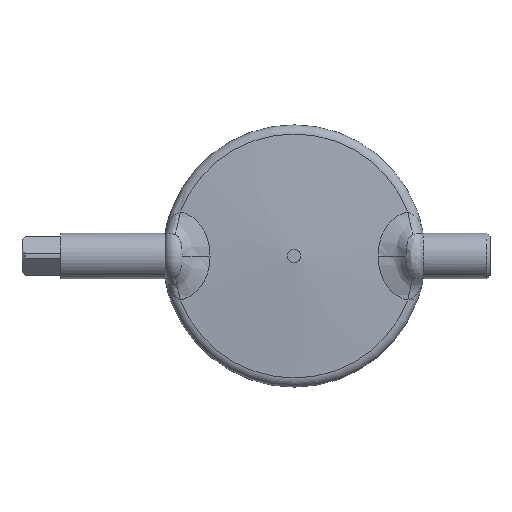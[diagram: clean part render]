
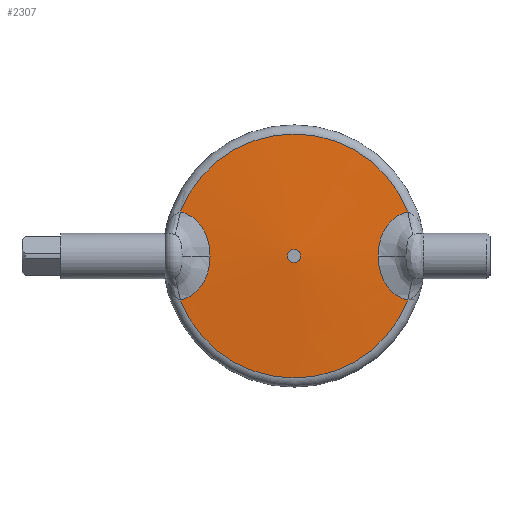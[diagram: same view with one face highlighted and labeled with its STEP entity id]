
A CAD part, left-side view. The second image highlights one B-rep face of the part: STEP entity #2307.
In plain terms, the highlighted conical face has half-angle 86.783 degrees and reference radius 19.834 mm.
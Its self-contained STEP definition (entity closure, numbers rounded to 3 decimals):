
#1660=CARTESIAN_POINT('',(-2.995,35.137,13.576));
#1661=VERTEX_POINT('',#1660);
#1684=CARTESIAN_POINT('',(-2.995,-35.137,13.576));
#1685=VERTEX_POINT('',#1684);
#1686=CARTESIAN_POINT('',(-2.995,0.,0.0));
#1687=DIRECTION('',(1.0,0.0,0.0));
#1688=DIRECTION('',(0.0,1.0,0.0));
#1689=AXIS2_PLACEMENT_3D('',#1686,#1687,#1688);
#1690=CIRCLE('',#1689,37.668);
#1691=EDGE_CURVE('',#1661,#1685,#1690,.T.);
#2061=CARTESIAN_POINT('',(-2.995,35.137,-13.576));
#2062=VERTEX_POINT('',#2061);
#2190=CARTESIAN_POINT('',(-3.655,25.937,0.0));
#2191=VERTEX_POINT('',#2190);
#2192=CARTESIAN_POINT('',(-2.995,35.137,-13.576));
#2193=CARTESIAN_POINT('',(-3.019,34.72,-13.493));
#2194=CARTESIAN_POINT('',(-3.067,33.893,-13.27));
#2195=CARTESIAN_POINT('',(-3.164,32.301,-12.605));
#2196=CARTESIAN_POINT('',(-3.258,30.877,-11.659));
#2197=CARTESIAN_POINT('',(-3.346,29.634,-10.473));
#2198=CARTESIAN_POINT('',(-3.408,28.813,-9.492));
#2199=CARTESIAN_POINT('',(-3.463,28.103,-8.44));
#2200=CARTESIAN_POINT('',(-3.513,27.497,-7.32));
#2201=CARTESIAN_POINT('',(-3.557,26.997,-6.152));
#2202=CARTESIAN_POINT('',(-3.604,26.469,-4.558));
#2203=CARTESIAN_POINT('',(-3.644,26.046,-2.503));
#2204=CARTESIAN_POINT('',(-3.655,25.937,-0.834));
#2205=CARTESIAN_POINT('',(-3.655,25.937,0.));
#2206=B_SPLINE_CURVE_WITH_KNOTS('',3,(#2192,#2193,#2194,#2195,#2196,#2197,#2198,#2199,#2200,#2201,#2202,#2203,#2204,#2205),.UNSPECIFIED.,.F.,.U.,(4,1,1,1,1,1,1,1,1,1,1,4),(-1.789,-1.661,-1.533,-1.278,-1.15,-1.022,-0.894,-0.767,-0.639,-0.511,-0.256,0.0),.UNSPECIFIED.);
#2207=EDGE_CURVE('',#2062,#2191,#2206,.T.);
#2221=CARTESIAN_POINT('',(-3.998,0.,0.0));
#2222=DIRECTION('',(1.0,0.,0.0));
#2223=DIRECTION('',(0.0,1.0,0.0));
#2224=AXIS2_PLACEMENT_3D('',#2221,#2222,#2223);
#2225=CONICAL_SURFACE('',#2224,19.834,86.783);
#2226=CARTESIAN_POINT('',(-5.0,2.,0.0));
#2227=VERTEX_POINT('',#2226);
#2228=CARTESIAN_POINT('',(-5.0,0.,0.0));
#2229=DIRECTION('',(1.0,0.0,0.0));
#2230=DIRECTION('',(0.0,1.0,0.0));
#2231=AXIS2_PLACEMENT_3D('',#2228,#2229,#2230);
#2232=CIRCLE('',#2231,2.0);
#2233=EDGE_CURVE('',#2227,#2227,#2232,.T.);
#2234=ORIENTED_EDGE('',*,*,#2233,.T.);
#2235=EDGE_LOOP('',(#2234));
#2236=FACE_OUTER_BOUND('',#2235,.T.);
#2237=CARTESIAN_POINT('',(-3.655,-25.937,0.0));
#2238=VERTEX_POINT('',#2237);
#2239=CARTESIAN_POINT('',(-2.995,-35.137,13.576));
#2240=CARTESIAN_POINT('',(-3.019,-34.72,13.493));
#2241=CARTESIAN_POINT('',(-3.067,-33.893,13.27));
#2242=CARTESIAN_POINT('',(-3.164,-32.301,12.605));
#2243=CARTESIAN_POINT('',(-3.258,-30.877,11.659));
#2244=CARTESIAN_POINT('',(-3.346,-29.634,10.473));
#2245=CARTESIAN_POINT('',(-3.408,-28.813,9.492));
#2246=CARTESIAN_POINT('',(-3.463,-28.103,8.44));
#2247=CARTESIAN_POINT('',(-3.513,-27.497,7.32));
#2248=CARTESIAN_POINT('',(-3.557,-26.997,6.152));
#2249=CARTESIAN_POINT('',(-3.604,-26.469,4.559));
#2250=CARTESIAN_POINT('',(-3.644,-26.046,2.502));
#2251=CARTESIAN_POINT('',(-3.655,-25.937,0.834));
#2252=CARTESIAN_POINT('',(-3.655,-25.937,0.));
#2253=B_SPLINE_CURVE_WITH_KNOTS('',3,(#2239,#2240,#2241,#2242,#2243,#2244,#2245,#2246,#2247,#2248,#2249,#2250,#2251,#2252),.UNSPECIFIED.,.F.,.U.,(4,1,1,1,1,1,1,1,1,1,1,4),(-1.789,-1.661,-1.533,-1.278,-1.15,-1.022,-0.894,-0.767,-0.639,-0.511,-0.256,0.0),.UNSPECIFIED.);
#2254=EDGE_CURVE('',#1685,#2238,#2253,.T.);
#2255=ORIENTED_EDGE('',*,*,#2254,.F.);
#2256=ORIENTED_EDGE('',*,*,#1691,.F.);
#2257=CARTESIAN_POINT('',(-3.655,25.937,0.));
#2258=CARTESIAN_POINT('',(-3.655,25.937,0.834));
#2259=CARTESIAN_POINT('',(-3.647,26.019,2.086));
#2260=CARTESIAN_POINT('',(-3.623,26.264,3.529));
#2261=CARTESIAN_POINT('',(-3.606,26.45,4.346));
#2262=CARTESIAN_POINT('',(-3.576,26.775,5.56));
#2263=CARTESIAN_POINT('',(-3.517,27.444,7.343));
#2264=CARTESIAN_POINT('',(-3.441,28.377,8.895));
#2265=CARTESIAN_POINT('',(-3.392,29.025,9.733));
#2266=CARTESIAN_POINT('',(-3.372,29.294,10.063));
#2267=CARTESIAN_POINT('',(-3.335,29.79,10.622));
#2268=CARTESIAN_POINT('',(-3.258,30.877,11.659));
#2269=CARTESIAN_POINT('',(-3.164,32.301,12.605));
#2270=CARTESIAN_POINT('',(-3.067,33.893,13.27));
#2271=CARTESIAN_POINT('',(-3.019,34.72,13.493));
#2272=CARTESIAN_POINT('',(-2.995,35.137,13.576));
#2273=B_SPLINE_CURVE_WITH_KNOTS('',3,(#2257,#2258,#2259,#2260,#2261,#2262,#2263,#2264,#2265,#2266,#2267,#2268,#2269,#2270,#2271,#2272),.UNSPECIFIED.,.F.,.U.,(4,1,1,1,1,1,1,1,1,1,1,1,1,4),(-1.789,-1.533,-1.405,-1.342,-1.278,-1.022,-0.767,-0.735,-0.703,-0.639,-0.511,-0.256,-0.128,0.),.UNSPECIFIED.);
#2274=EDGE_CURVE('',#2191,#1661,#2273,.T.);
#2275=ORIENTED_EDGE('',*,*,#2274,.F.);
#2276=ORIENTED_EDGE('',*,*,#2207,.F.);
#2277=CARTESIAN_POINT('',(-2.995,-35.137,-13.576));
#2278=VERTEX_POINT('',#2277);
#2279=CARTESIAN_POINT('',(-2.995,0.,0.0));
#2280=DIRECTION('',(1.0,0.0,0.0));
#2281=DIRECTION('',(0.0,1.0,0.0));
#2282=AXIS2_PLACEMENT_3D('',#2279,#2280,#2281);
#2283=CIRCLE('',#2282,37.668);
#2284=EDGE_CURVE('',#2278,#2062,#2283,.T.);
#2285=ORIENTED_EDGE('',*,*,#2284,.F.);
#2286=CARTESIAN_POINT('',(-3.655,-25.937,0.));
#2287=CARTESIAN_POINT('',(-3.655,-25.937,-0.834));
#2288=CARTESIAN_POINT('',(-3.647,-26.019,-2.086));
#2289=CARTESIAN_POINT('',(-3.623,-26.264,-3.529));
#2290=CARTESIAN_POINT('',(-3.606,-26.45,-4.346));
#2291=CARTESIAN_POINT('',(-3.576,-26.775,-5.56));
#2292=CARTESIAN_POINT('',(-3.517,-27.444,-7.343));
#2293=CARTESIAN_POINT('',(-3.441,-28.377,-8.895));
#2294=CARTESIAN_POINT('',(-3.392,-29.025,-9.733));
#2295=CARTESIAN_POINT('',(-3.372,-29.294,-10.063));
#2296=CARTESIAN_POINT('',(-3.335,-29.79,-10.622));
#2297=CARTESIAN_POINT('',(-3.258,-30.877,-11.659));
#2298=CARTESIAN_POINT('',(-3.164,-32.301,-12.605));
#2299=CARTESIAN_POINT('',(-3.067,-33.893,-13.27));
#2300=CARTESIAN_POINT('',(-3.019,-34.72,-13.493));
#2301=CARTESIAN_POINT('',(-2.995,-35.137,-13.576));
#2302=B_SPLINE_CURVE_WITH_KNOTS('',3,(#2286,#2287,#2288,#2289,#2290,#2291,#2292,#2293,#2294,#2295,#2296,#2297,#2298,#2299,#2300,#2301),.UNSPECIFIED.,.F.,.U.,(4,1,1,1,1,1,1,1,1,1,1,1,1,4),(-1.789,-1.533,-1.405,-1.342,-1.278,-1.022,-0.767,-0.735,-0.703,-0.639,-0.511,-0.256,-0.128,0.0),.UNSPECIFIED.);
#2303=EDGE_CURVE('',#2238,#2278,#2302,.T.);
#2304=ORIENTED_EDGE('',*,*,#2303,.F.);
#2305=EDGE_LOOP('',(#2255,#2256,#2275,#2276,#2285,#2304));
#2306=FACE_BOUND('',#2305,.T.);
#2307=ADVANCED_FACE('',(#2236,#2306),#2225,.T.);
